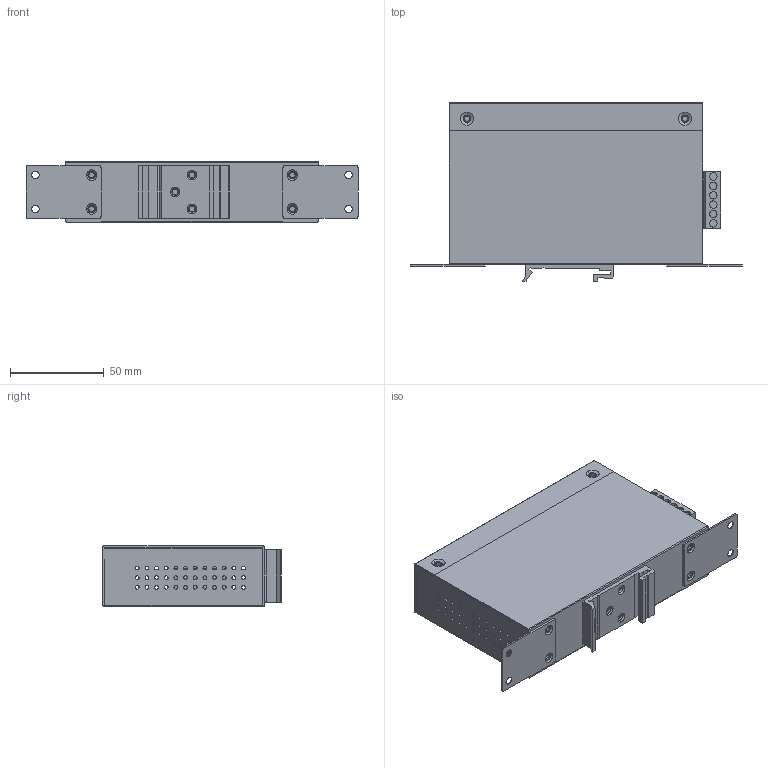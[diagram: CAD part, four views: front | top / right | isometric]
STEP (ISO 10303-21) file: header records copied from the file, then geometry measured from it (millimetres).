
FILE_DESCRIPTION((''),'2;1');
FILE_NAME('ASM_SLIM-TYPE_ASM','2021-08-27T14:54:55',('hankl'),(''),'CREO PARAMETRIC BY PTC INC, 2018260','CREO PARAMETRIC BY PTC INC, 2018260','');
FILE_SCHEMA(('CONFIG_CONTROL_DESIGN'));
Length unit declared in the file: millimetre
Products named in the file (7): SLIM_BOTTOM; SLIM-TOP; CN-6; 40-28; PRT0003; AL; ASM_SLIM-TYPE_ASM
Assembly tree (6 placements, depth 2):
  ASM_SLIM-TYPE_ASM
    SLIM_BOTTOM
    SLIM-TOP
    CN-6
    40-28
    PRT0003
    AL
Bounding box: 177 x 95.1 x 32 mm (x, y, z)
Volume: 47990.8 mm3; surface area: 90618.3 mm2
Topology: 6 solids, 6 shells, 554 faces, 1475 edges, 974 vertices
Faces by surface type: cylinder 288, plane 236, cone 30
Entity records: 17979 total; most frequent: DIRECTION 3202, CARTESIAN_POINT 3082, ORIENTED_EDGE 2950, EDGE_CURVE 1475, AXIS2_PLACEMENT_3D 1173, VERTEX_POINT 974, VECTOR 856, LINE 856
